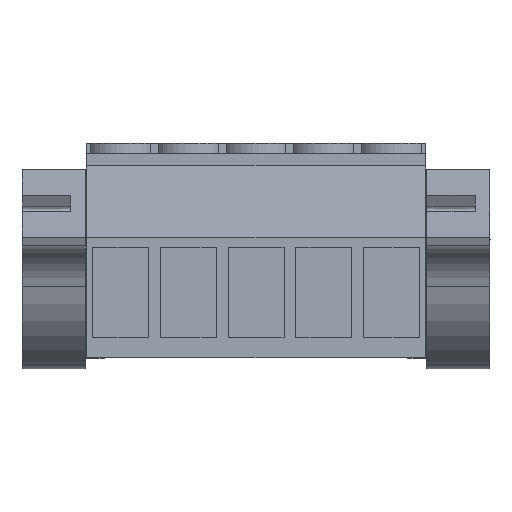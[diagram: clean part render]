
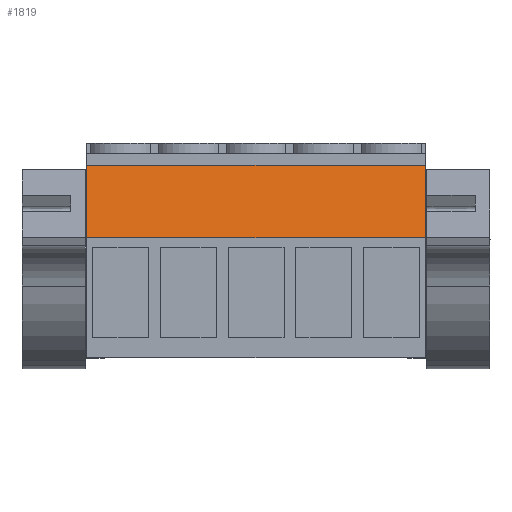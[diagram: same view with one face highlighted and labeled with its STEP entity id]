
A CAD part, top view. The second image highlights one B-rep face of the part: STEP entity #1819.
In plain terms, the highlighted planar face has unit normal (0, 0.18, 0.984).
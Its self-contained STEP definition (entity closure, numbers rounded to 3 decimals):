
#1799=AXIS2_PLACEMENT_3D('Plane Axis2P3D',#1796,#1797,#1798) ;
#77=CARTESIAN_POINT('Vertex',(4.85,9.805,19.751)) ;
#80=CARTESIAN_POINT('Line Origine',(4.85,12.537,19.251)) ;
#84=CARTESIAN_POINT('Vertex',(4.85,15.269,18.752)) ;
#1781=CARTESIAN_POINT('Vertex',(30.25,9.805,19.751)) ;
#1784=CARTESIAN_POINT('Line Origine',(17.55,9.805,19.751)) ;
#1796=CARTESIAN_POINT('Axis2P3D Location',(9.93,15.269,18.752)) ;
#1801=CARTESIAN_POINT('Line Origine',(30.25,12.537,19.251)) ;
#1805=CARTESIAN_POINT('Vertex',(30.25,15.269,18.752)) ;
#1808=CARTESIAN_POINT('Line Origine',(17.55,15.269,18.752)) ;
#81=DIRECTION('Vector Direction',(0.,-0.984,0.18)) ;
#1785=DIRECTION('Vector Direction',(1.,0.,0.)) ;
#1797=DIRECTION('Axis2P3D Direction',(0.,0.18,0.984)) ;
#1798=DIRECTION('Axis2P3D XDirection',(0.,-0.984,0.18)) ;
#1802=DIRECTION('Vector Direction',(0.,-0.984,0.18)) ;
#1809=DIRECTION('Vector Direction',(1.,0.,0.)) ;
#82=VECTOR('Line Direction',#81,1.) ;
#1786=VECTOR('Line Direction',#1785,1.) ;
#1803=VECTOR('Line Direction',#1802,1.) ;
#1810=VECTOR('Line Direction',#1809,1.) ;
#1814=ORIENTED_EDGE('',*,*,#86,.F.) ;
#1815=ORIENTED_EDGE('',*,*,#1788,.T.) ;
#1816=ORIENTED_EDGE('',*,*,#1807,.F.) ;
#1817=ORIENTED_EDGE('',*,*,#1812,.F.) ;
#1819=ADVANCED_FACE('HOUSING',(#1818),#1800,.T.) ;
#86=EDGE_CURVE('',#78,#85,#83,.F.) ;
#1788=EDGE_CURVE('',#78,#1782,#1787,.T.) ;
#1807=EDGE_CURVE('',#1806,#1782,#1804,.T.) ;
#1812=EDGE_CURVE('',#85,#1806,#1811,.T.) ;
#1813=EDGE_LOOP('',(#1814,#1815,#1816,#1817)) ;
#1818=FACE_OUTER_BOUND('',#1813,.T.) ;
#83=LINE('Line',#80,#82) ;
#1787=LINE('Line',#1784,#1786) ;
#1804=LINE('Line',#1801,#1803) ;
#1811=LINE('Line',#1808,#1810) ;
#1800=PLANE('',#1799) ;
#78=VERTEX_POINT('',#77) ;
#85=VERTEX_POINT('',#84) ;
#1782=VERTEX_POINT('',#1781) ;
#1806=VERTEX_POINT('',#1805) ;
